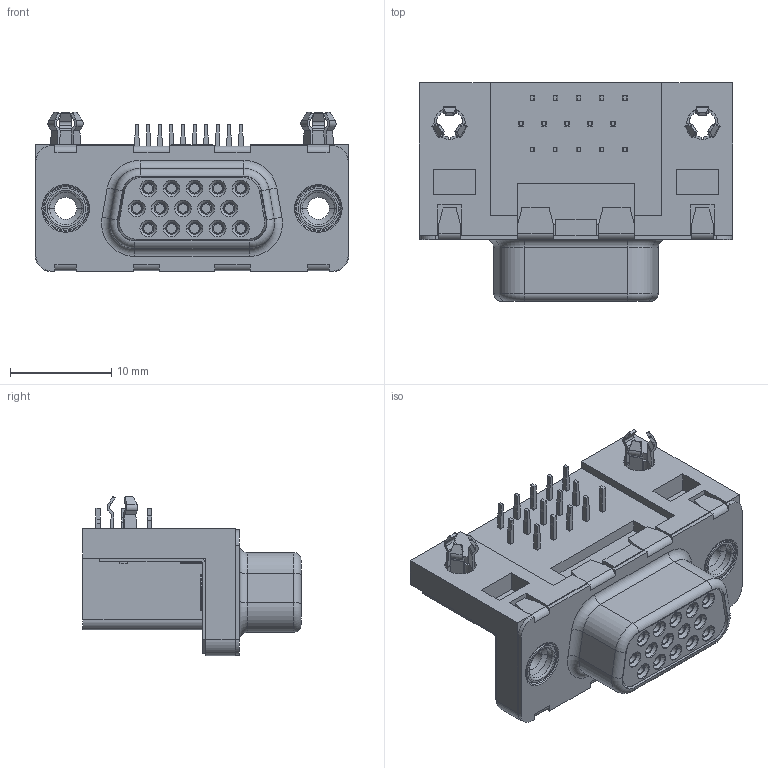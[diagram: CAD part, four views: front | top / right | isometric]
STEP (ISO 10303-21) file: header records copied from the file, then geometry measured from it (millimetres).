
FILE_DESCRIPTION((''),'2;1');
FILE_NAME('PICD15S13E4GX00LF','2014-10-06T',('ababu'),('FCI'),'PRO/ENGINEER BY PARAMETRIC TECHNOLOGY CORPORATION, 2013150','PRO/ENGINEER BY PARAMETRIC TECHNOLOGY CORPORATION, 2013150','');
FILE_SCHEMA(('CONFIG_CONTROL_DESIGN','GEOMETRIC_VALIDATION_PROPERTIES_MIM'));
Length unit declared in the file: millimetre
Products named in the file (1): PICD15S13E4GX00LF
Bounding box: 31 x 21.58 x 15.75 mm (x, y, z)
Volume: 4185.3 mm3; surface area: 3552.1 mm2
Topology: 1 solids, 1 shells, 1050 faces, 2734 edges, 1730 vertices
Faces by surface type: plane 594, cylinder 298, torus 98, cone 42, bspline 18
Entity records: 40897 total; most frequent: CARTESIAN_POINT 7798, DIRECTION 5468, ORIENTED_EDGE 5468, EDGE_CURVE 2734, AXIS2_PLACEMENT_3D 1842, VECTOR 1784, LINE 1784, VERTEX_POINT 1730
